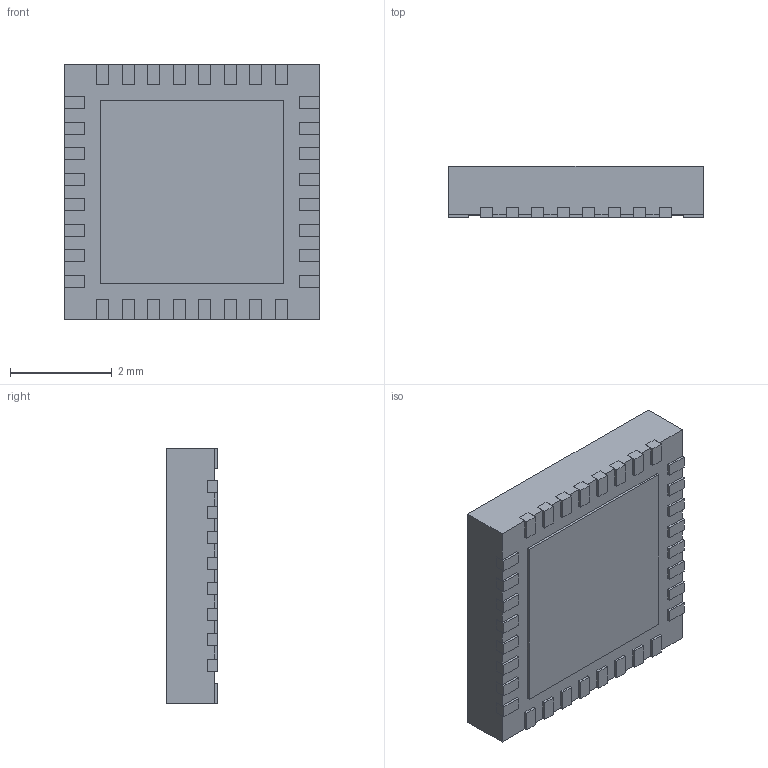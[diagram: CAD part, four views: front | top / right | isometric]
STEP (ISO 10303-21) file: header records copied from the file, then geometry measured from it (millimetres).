
FILE_DESCRIPTION (( 'STEP AP214' ), '1' );
FILE_NAME ('ATSAMC21E18A-MUT.STEP', '2022-10-28T16:30:41', ( '' ), ( '' ), 'SwSTEP 2.0', 'SolidWorks 2017', '' );
FILE_SCHEMA (( 'AUTOMOTIVE_DESIGN' ));
Length unit declared in the file: millimetre
Products named in the file (1): ATSAMC21E18A-MUT
Bounding box: 5 x 1 x 5 mm (x, y, z)
Volume: 24.6 mm3; surface area: 118.6 mm2
Topology: 35 solids, 35 shells, 344 faces, 816 edges, 544 vertices
Faces by surface type: plane 340, cylinder 4
Entity records: 10048 total; most frequent: CARTESIAN_POINT 1705, ORIENTED_EDGE 1632, DIRECTION 1514, EDGE_CURVE 816, LINE 808, VECTOR 808, VERTEX_POINT 544, AXIS2_PLACEMENT_3D 353
